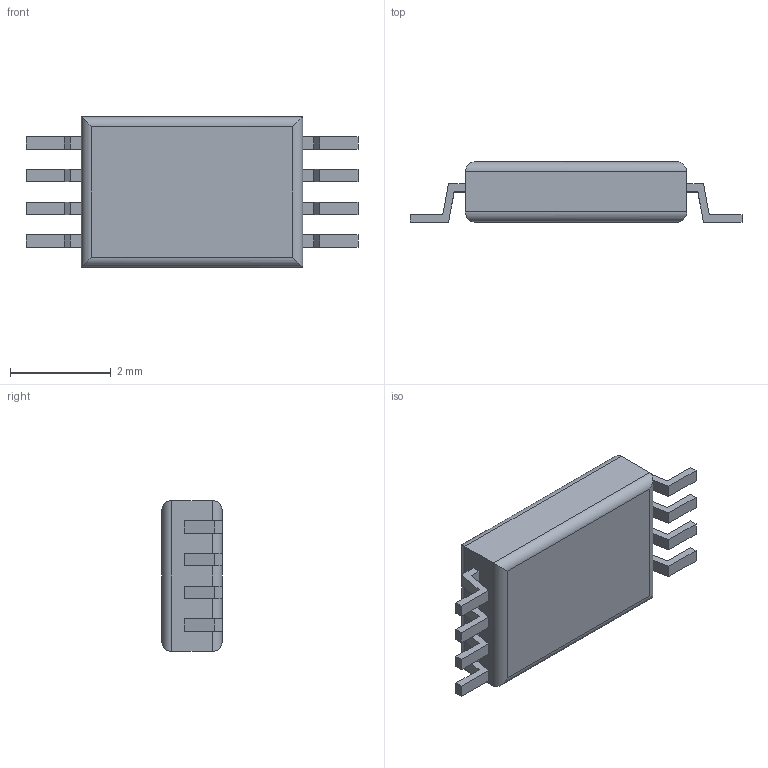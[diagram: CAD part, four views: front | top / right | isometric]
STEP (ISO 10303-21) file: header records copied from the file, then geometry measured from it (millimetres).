
FILE_DESCRIPTION (( 'STEP AP214' ), '1' );
FILE_NAME ('ina240.STEP', '2020-12-15T17:58:43', ( '' ), ( '' ), 'SwSTEP 2.0', 'SolidWorks 2016', '' );
FILE_SCHEMA (( 'AUTOMOTIVE_DESIGN' ));
Length unit declared in the file: millimetre
Products named in the file (2): ina240
Bounding box: 6.6 x 1.2 x 3 mm (x, y, z)
Volume: 16.1 mm3; surface area: 51.7 mm2
Topology: 1 solids, 1 shells, 86 faces, 220 edges, 144 vertices
Faces by surface type: plane 78, cylinder 8
Entity records: 2743 total; most frequent: CARTESIAN_POINT 476, ORIENTED_EDGE 440, DIRECTION 388, EDGE_CURVE 220, LINE 212, VECTOR 212, VERTEX_POINT 144, EDGE_LOOP 94
